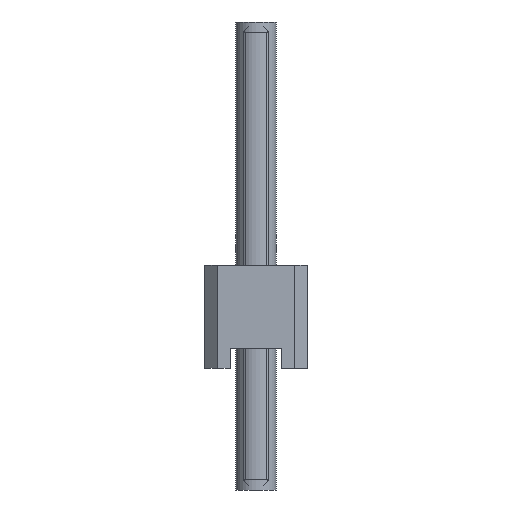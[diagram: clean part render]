
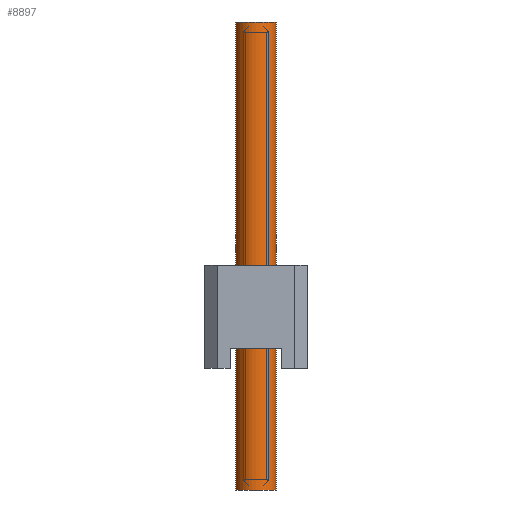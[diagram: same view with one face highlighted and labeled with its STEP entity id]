
A CAD part, left-side view. The second image highlights one B-rep face of the part: STEP entity #8897.
In plain terms, the highlighted cylindrical face has radius 0.5 mm (diameter 1 mm), a full revolution.
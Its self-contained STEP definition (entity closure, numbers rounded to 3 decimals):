
#143=CIRCLE('',#9396,0.5);
#144=CIRCLE('',#9397,0.5);
#396=CYLINDRICAL_SURFACE('',#9395,0.5);
#629=ORIENTED_EDGE('',*,*,#3235,.F.);
#630=ORIENTED_EDGE('',*,*,#3236,.T.);
#3235=EDGE_CURVE('',#4547,#4547,#143,.T.);
#3236=EDGE_CURVE('',#4548,#4548,#144,.T.);
#4547=VERTEX_POINT('',#12742);
#4548=VERTEX_POINT('',#12744);
#7559=EDGE_LOOP('',(#629));
#7560=EDGE_LOOP('',(#630));
#8067=FACE_BOUND('',#7559,.T.);
#8068=FACE_BOUND('',#7560,.T.);
#8897=ADVANCED_FACE('',(#8067,#8068),#396,.F.);
#9395=AXIS2_PLACEMENT_3D('',#12740,#10199,#10200);
#9396=AXIS2_PLACEMENT_3D('',#12741,#10201,#10202);
#9397=AXIS2_PLACEMENT_3D('',#12743,#10203,#10204);
#10199=DIRECTION('',(0.,0.,1.));
#10200=DIRECTION('',(1.,0.,0.));
#10201=DIRECTION('',(0.,0.,-1.));
#10202=DIRECTION('',(1.,0.,0.));
#10203=DIRECTION('',(0.,0.,-1.));
#10204=DIRECTION('',(1.,0.,0.));
#12740=CARTESIAN_POINT('',(0.,0.,0.));
#12741=CARTESIAN_POINT('',(0.,0.,11.54));
#12742=CARTESIAN_POINT('',(0.5,0.,11.54));
#12743=CARTESIAN_POINT('',(0.,0.,0.));
#12744=CARTESIAN_POINT('',(0.5,0.,0.));
